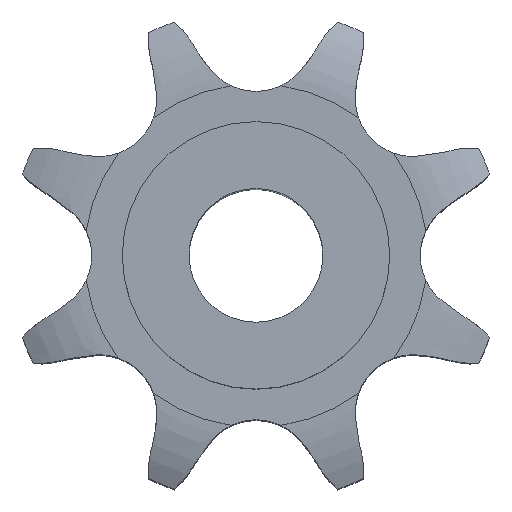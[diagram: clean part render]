
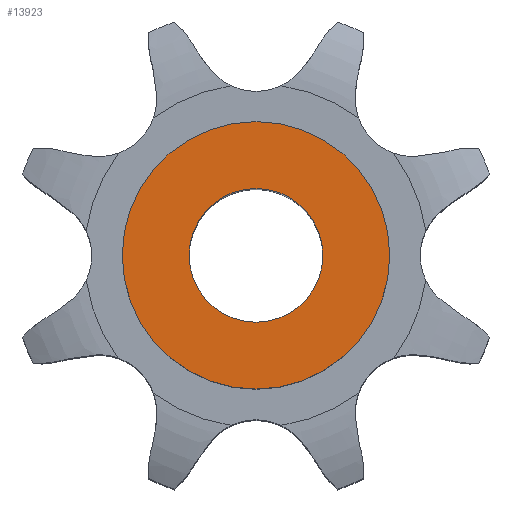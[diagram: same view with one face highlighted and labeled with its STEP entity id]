
A CAD part, top view. The second image highlights one B-rep face of the part: STEP entity #13923.
In plain terms, the highlighted planar face has unit normal (0, 0, 1).
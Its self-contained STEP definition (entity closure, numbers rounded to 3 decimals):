
#7587 = CYLINDRICAL_SURFACE('',#7588,5.);
#7588 = AXIS2_PLACEMENT_3D('',#7589,#7590,#7591);
#7589 = CARTESIAN_POINT('',(0.,0.,69.951));
#7590 = DIRECTION('',(0.,0.,1.));
#7591 = DIRECTION('',(1.,0.,0.));
#9551 = EDGE_CURVE('',#9552,#9552,#9554,.T.);
#9552 = VERTEX_POINT('',#9553);
#9553 = CARTESIAN_POINT('',(5.,0.,46.));
#9554 = SURFACE_CURVE('',#9555,(#9560,#9567),.PCURVE_S1.);
#9555 = CIRCLE('',#9556,5.);
#9556 = AXIS2_PLACEMENT_3D('',#9557,#9558,#9559);
#9557 = CARTESIAN_POINT('',(0.,0.,46.));
#9558 = DIRECTION('',(0.,0.,1.));
#9559 = DIRECTION('',(1.,0.,0.));
#9560 = PCURVE('',#7587,#9561);
#9561 = DEFINITIONAL_REPRESENTATION('',(#9562),#9566);
#9562 = LINE('',#9563,#9564);
#9563 = CARTESIAN_POINT('',(0.,-23.951));
#9564 = VECTOR('',#9565,1.);
#9565 = DIRECTION('',(1.,0.));
#9566 = ( GEOMETRIC_REPRESENTATION_CONTEXT(2) 
PARAMETRIC_REPRESENTATION_CONTEXT() REPRESENTATION_CONTEXT('2D SPACE',''
  ) );
#9567 = PCURVE('',#9568,#9573);
#9568 = PLANE('',#9569);
#9569 = AXIS2_PLACEMENT_3D('',#9570,#9571,#9572);
#9570 = CARTESIAN_POINT('',(0.,0.,46.)
  );
#9571 = DIRECTION('',(0.,0.,1.));
#9572 = DIRECTION('',(1.,0.,0.));
#9573 = DEFINITIONAL_REPRESENTATION('',(#9574),#9578);
#9574 = CIRCLE('',#9575,5.);
#9575 = AXIS2_PLACEMENT_2D('',#9576,#9577);
#9576 = CARTESIAN_POINT('',(0.,0.));
#9577 = DIRECTION('',(1.,0.));
#9578 = ( GEOMETRIC_REPRESENTATION_CONTEXT(2) 
PARAMETRIC_REPRESENTATION_CONTEXT() REPRESENTATION_CONTEXT('2D SPACE',''
  ) );
#13923 = ADVANCED_FACE('',(#13924,#13955),#9568,.T.);
#13924 = FACE_BOUND('',#13925,.T.);
#13925 = EDGE_LOOP('',(#13926));
#13926 = ORIENTED_EDGE('',*,*,#13927,.T.);
#13927 = EDGE_CURVE('',#13928,#13928,#13930,.T.);
#13928 = VERTEX_POINT('',#13929);
#13929 = CARTESIAN_POINT('',(10.,0.,46.));
#13930 = SURFACE_CURVE('',#13931,(#13936,#13943),.PCURVE_S1.);
#13931 = CIRCLE('',#13932,10.);
#13932 = AXIS2_PLACEMENT_3D('',#13933,#13934,#13935);
#13933 = CARTESIAN_POINT('',(0.,0.,46.));
#13934 = DIRECTION('',(0.,0.,1.));
#13935 = DIRECTION('',(1.,0.,0.));
#13936 = PCURVE('',#9568,#13937);
#13937 = DEFINITIONAL_REPRESENTATION('',(#13938),#13942);
#13938 = CIRCLE('',#13939,10.);
#13939 = AXIS2_PLACEMENT_2D('',#13940,#13941);
#13940 = CARTESIAN_POINT('',(0.,0.));
#13941 = DIRECTION('',(1.,0.));
#13942 = ( GEOMETRIC_REPRESENTATION_CONTEXT(2) 
PARAMETRIC_REPRESENTATION_CONTEXT() REPRESENTATION_CONTEXT('2D SPACE',''
  ) );
#13943 = PCURVE('',#13944,#13949);
#13944 = CYLINDRICAL_SURFACE('',#13945,10.);
#13945 = AXIS2_PLACEMENT_3D('',#13946,#13947,#13948);
#13946 = CARTESIAN_POINT('',(0.,0.,0.));
#13947 = DIRECTION('',(-0.,-0.,-1.));
#13948 = DIRECTION('',(1.,0.,0.));
#13949 = DEFINITIONAL_REPRESENTATION('',(#13950),#13954);
#13950 = LINE('',#13951,#13952);
#13951 = CARTESIAN_POINT('',(-0.,-46.));
#13952 = VECTOR('',#13953,1.);
#13953 = DIRECTION('',(-1.,0.));
#13954 = ( GEOMETRIC_REPRESENTATION_CONTEXT(2) 
PARAMETRIC_REPRESENTATION_CONTEXT() REPRESENTATION_CONTEXT('2D SPACE',''
  ) );
#13955 = FACE_BOUND('',#13956,.T.);
#13956 = EDGE_LOOP('',(#13957));
#13957 = ORIENTED_EDGE('',*,*,#9551,.F.);
